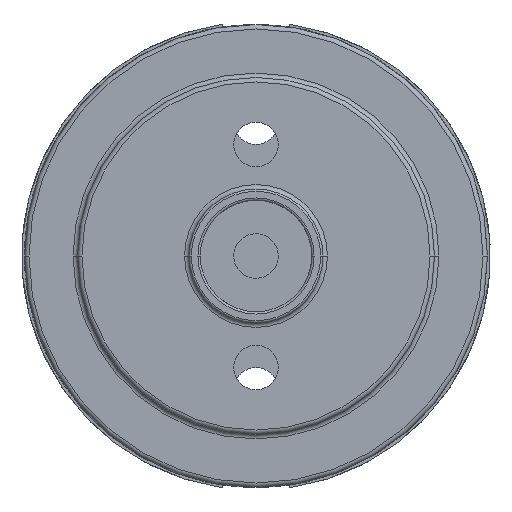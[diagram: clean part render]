
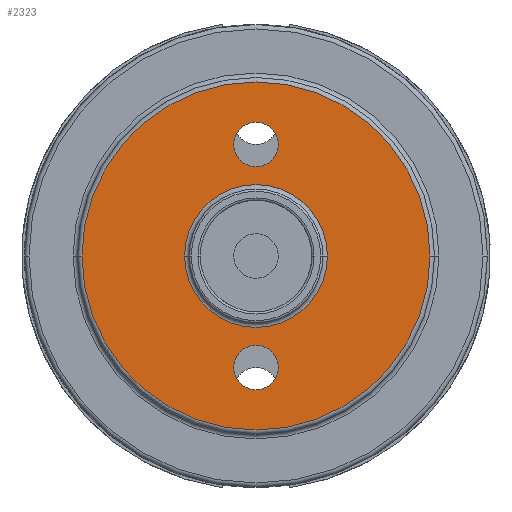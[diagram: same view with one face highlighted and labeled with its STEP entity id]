
A CAD part, front view. The second image highlights one B-rep face of the part: STEP entity #2323.
In plain terms, the highlighted planar face has unit normal (0, -1, 0).
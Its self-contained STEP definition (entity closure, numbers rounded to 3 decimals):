
#877=CARTESIAN_POINT('',(0.,-3.409,0.));
#878=DIRECTION('',(0.,-1.,0.));
#879=DIRECTION('',(-1.,0.,0.));
#880=AXIS2_PLACEMENT_3D('',#877,#878,#879);
#887=CARTESIAN_POINT('',(0.,-3.409,0.));
#888=DIRECTION('',(0.,1.,0.));
#889=DIRECTION('',(-1.,0.,0.));
#890=AXIS2_PLACEMENT_3D('',#887,#888,#889);
#897=CARTESIAN_POINT('',(0.,-3.409,0.));
#898=DIRECTION('',(0.,-1.,0.));
#899=DIRECTION('',(-1.,0.,0.));
#900=AXIS2_PLACEMENT_3D('',#897,#898,#899);
#902=CARTESIAN_POINT('',(0.,-3.409,0.));
#903=DIRECTION('',(0.,1.,0.));
#904=DIRECTION('',(-1.,0.,0.));
#905=AXIS2_PLACEMENT_3D('',#902,#903,#904);
#907=CARTESIAN_POINT('',(0.,-3.409,-5.));
#908=DIRECTION('',(0.,-1.,0.));
#909=DIRECTION('',(-1.,0.,0.));
#910=AXIS2_PLACEMENT_3D('',#907,#908,#909);
#912=CARTESIAN_POINT('',(0.,-3.409,-5.));
#913=DIRECTION('',(0.,-1.,0.));
#914=DIRECTION('',(1.,0.,0.));
#915=AXIS2_PLACEMENT_3D('',#912,#913,#914);
#917=CARTESIAN_POINT('',(0.,-3.409,5.));
#918=DIRECTION('',(0.,-1.,0.));
#919=DIRECTION('',(-1.,0.,0.));
#920=AXIS2_PLACEMENT_3D('',#917,#918,#919);
#922=CARTESIAN_POINT('',(0.,-3.409,5.));
#923=DIRECTION('',(0.,-1.,0.));
#924=DIRECTION('',(1.,0.,0.));
#925=AXIS2_PLACEMENT_3D('',#922,#923,#924);
#1085=CARTESIAN_POINT('',(-7.8,-3.409,0.));
#1086=VERTEX_POINT('',#1085);
#1087=CARTESIAN_POINT('',(-3.2,-3.409,0.));
#1088=VERTEX_POINT('',#1087);
#1107=CARTESIAN_POINT('',(7.8,-3.409,0.));
#1108=VERTEX_POINT('',#1107);
#1109=CARTESIAN_POINT('',(3.2,-3.409,0.));
#1110=VERTEX_POINT('',#1109);
#1147=CARTESIAN_POINT('',(-1.,-3.409,-5.));
#1148=CARTESIAN_POINT('',(1.,-3.409,-5.));
#1149=VERTEX_POINT('',#1147);
#1150=VERTEX_POINT('',#1148);
#1151=CARTESIAN_POINT('',(-1.,-3.409,5.));
#1152=CARTESIAN_POINT('',(1.,-3.409,5.));
#1153=VERTEX_POINT('',#1151);
#1154=VERTEX_POINT('',#1152);
#2296=CARTESIAN_POINT('',(0.,-3.409,0.));
#2297=DIRECTION('',(0.,-1.,0.));
#2298=DIRECTION('',(-1.,0.,0.));
#2299=AXIS2_PLACEMENT_3D('',#2296,#2297,#2298);
#2300=PLANE('',#2299);
#2302=ORIENTED_EDGE('',*,*,#2301,.F.);
#2304=ORIENTED_EDGE('',*,*,#2303,.T.);
#2305=EDGE_LOOP('',(#2302,#2304));
#2306=FACE_OUTER_BOUND('',#2305,.F.);
#2307=ORIENTED_EDGE('',*,*,#2289,.F.);
#2308=ORIENTED_EDGE('',*,*,#2278,.T.);
#2309=EDGE_LOOP('',(#2307,#2308));
#2310=FACE_BOUND('',#2309,.F.);
#2312=ORIENTED_EDGE('',*,*,#2311,.T.);
#2314=ORIENTED_EDGE('',*,*,#2313,.T.);
#2315=EDGE_LOOP('',(#2312,#2314));
#2316=FACE_BOUND('',#2315,.F.);
#2318=ORIENTED_EDGE('',*,*,#2317,.T.);
#2320=ORIENTED_EDGE('',*,*,#2319,.T.);
#2321=EDGE_LOOP('',(#2318,#2320));
#2322=FACE_BOUND('',#2321,.F.);
#2323=ADVANCED_FACE('',(#2306,#2310,#2316,#2322),#2300,.T.);
#881=CIRCLE('',#880,3.2);
#891=CIRCLE('',#890,3.2);
#901=CIRCLE('',#900,7.8);
#906=CIRCLE('',#905,7.8);
#911=CIRCLE('',#910,1.);
#916=CIRCLE('',#915,1.);
#921=CIRCLE('',#920,1.);
#926=CIRCLE('',#925,1.);
#2278=EDGE_CURVE('',#1088,#1110,#881,.T.);
#2289=EDGE_CURVE('',#1088,#1110,#891,.T.);
#2301=EDGE_CURVE('',#1086,#1108,#901,.T.);
#2303=EDGE_CURVE('',#1086,#1108,#906,.T.);
#2311=EDGE_CURVE('',#1149,#1150,#911,.T.);
#2313=EDGE_CURVE('',#1150,#1149,#916,.T.);
#2317=EDGE_CURVE('',#1153,#1154,#921,.T.);
#2319=EDGE_CURVE('',#1154,#1153,#926,.T.);
